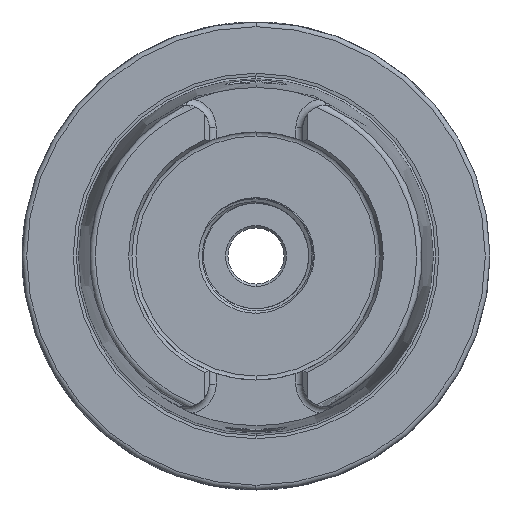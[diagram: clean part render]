
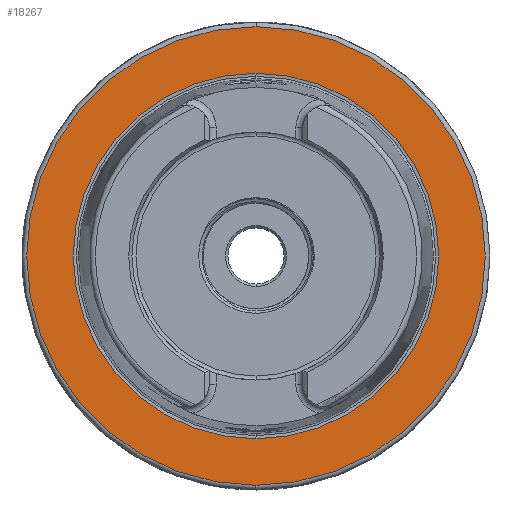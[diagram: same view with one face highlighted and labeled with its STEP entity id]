
A CAD part, left-side view. The second image highlights one B-rep face of the part: STEP entity #18267.
In plain terms, the highlighted planar face has unit normal (-1, 0, 0).
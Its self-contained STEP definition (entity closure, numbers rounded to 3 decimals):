
#1429 = VERTEX_POINT ( 'NONE', #27413 ) ;
#1447 = VERTEX_POINT ( 'NONE', #27428 ) ;
#1453 = VERTEX_POINT ( 'NONE', #27363 ) ;
#1481 = VERTEX_POINT ( 'NONE', #27513 ) ;
#2404 = CARTESIAN_POINT ( 'NONE',  ( 0., 0., 0. ) ) ;
#2427 = DIRECTION ( 'NONE',  ( -1., 0., 0. ) ) ;
#2429 = DIRECTION ( 'NONE',  ( 0., 0., 1. ) ) ;
#2757 = DIRECTION ( 'NONE',  ( 1., 0., 0. ) ) ;
#2761 = CARTESIAN_POINT ( 'NONE',  ( 0., 0., 0. ) ) ;
#2800 = DIRECTION ( 'NONE',  ( 0., 0., -1. ) ) ;
#8478 = DIRECTION ( 'NONE',  ( 0., 0., 1. ) ) ;
#8506 = CARTESIAN_POINT ( 'NONE',  ( 0., 0., 0. ) ) ;
#8547 = DIRECTION ( 'NONE',  ( -1., 0., 0. ) ) ;
#11087 = EDGE_LOOP ( 'NONE', ( #41012, #40999 ) ) ;
#11088 = EDGE_LOOP ( 'NONE', ( #40983, #40966 ) ) ;
#11339 = CARTESIAN_POINT ( 'NONE',  ( 0., 0., 0. ) ) ;
#11348 = DIRECTION ( 'NONE',  ( 1., 0., 0. ) ) ;
#11349 = DIRECTION ( 'NONE',  ( 0., 0., -1. ) ) ;
#18267 = ADVANCED_FACE ( 'NONE', ( #43758, #43836 ), #28394, .T. ) ;
#19043 = CIRCLE ( 'NONE', #30291, 49. ) ;
#19079 = CIRCLE ( 'NONE', #30370, 39.054 ) ;
#26025 = CIRCLE ( 'NONE', #30402, 49. ) ;
#26065 = CIRCLE ( 'NONE', #30466, 39.054 ) ;
#27363 = CARTESIAN_POINT ( 'NONE',  ( 0., 0., -39.054 ) ) ;
#27413 = CARTESIAN_POINT ( 'NONE',  ( 0., 0., 39.054 ) ) ;
#27428 = CARTESIAN_POINT ( 'NONE',  ( 0., 0., -49. ) ) ;
#27513 = CARTESIAN_POINT ( 'NONE',  ( 0., 0., 49. ) ) ;
#28383 = CARTESIAN_POINT ( 'NONE',  ( 0., 39.054, 0. ) ) ;
#28394 = PLANE ( 'NONE',  #41453 ) ;
#28411 = DIRECTION ( 'NONE',  ( 0., 0., 1. ) ) ;
#28415 = DIRECTION ( 'NONE',  ( -1., 0., 0. ) ) ;
#30291 = AXIS2_PLACEMENT_3D ( 'NONE', #8506, #8547, #8478 ) ;
#30370 = AXIS2_PLACEMENT_3D ( 'NONE', #11339, #11348, #11349 ) ;
#30402 = AXIS2_PLACEMENT_3D ( 'NONE', #2404, #2427, #2429 ) ;
#30466 = AXIS2_PLACEMENT_3D ( 'NONE', #2761, #2757, #2800 ) ;
#40966 = ORIENTED_EDGE ( 'NONE', *, *, #42316, .T. ) ;
#40983 = ORIENTED_EDGE ( 'NONE', *, *, #42607, .T. ) ;
#40999 = ORIENTED_EDGE ( 'NONE', *, *, #42386, .T. ) ;
#41012 = ORIENTED_EDGE ( 'NONE', *, *, #42663, .T. ) ;
#41453 = AXIS2_PLACEMENT_3D ( 'NONE', #28383, #28415, #28411 ) ;
#42316 = EDGE_CURVE ( 'NONE', #1447, #1481, #19043, .T. ) ;
#42386 = EDGE_CURVE ( 'NONE', #1453, #1429, #19079, .T. ) ;
#42607 = EDGE_CURVE ( 'NONE', #1481, #1447, #26025, .T. ) ;
#42663 = EDGE_CURVE ( 'NONE', #1429, #1453, #26065, .T. ) ;
#43758 = FACE_OUTER_BOUND ( 'NONE', #11088, .T. ) ;
#43836 = FACE_BOUND ( 'NONE', #11087, .T. ) ;
